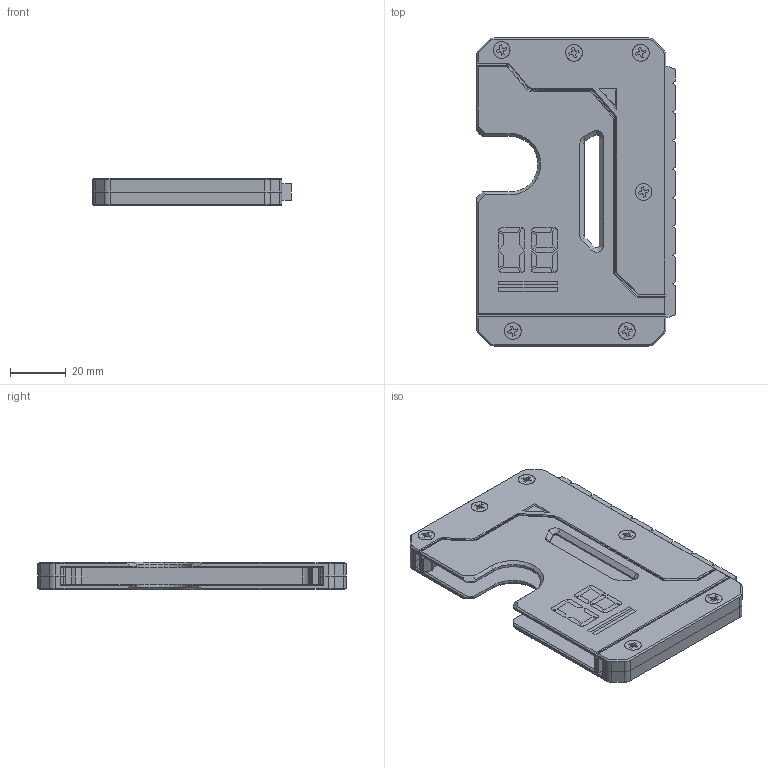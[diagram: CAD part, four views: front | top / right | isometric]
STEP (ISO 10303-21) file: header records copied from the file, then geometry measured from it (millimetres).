
FILE_DESCRIPTION (( 'STEP AP203' ), '1' );
FILE_NAME ('wallet v2.STEP', '2025-08-17T02:36:27', ( '' ), ( '' ), 'SwSTEP 2.0', 'SolidWorks 2023', '' );
FILE_SCHEMA (( 'CONFIG_CONTROL_DESIGN' ));
Length unit declared in the file: millimetre
Products named in the file (10): Spring; BaseModel20250803151355; 08^wallet v2; MISUMI_E-GSFBJ5-10_23; Top; Part7^wallet v2; wallet v2; MISUMI_E-GSFBJ5-10_1; Bottom^wallet v2; money^wallet v2
Assembly tree (17 placements, depth 2):
  wallet v2
    Spring
    Top
    08^wallet v2
    Bottom^wallet v2
    Part7^wallet v2
    MISUMI_E-GSFBJ5-10_1  x5
    MISUMI_E-GSFBJ5-10_23  x2
    BaseModel20250803151355  x5
  money^wallet v2
Bounding box: 71.4 x 110.7 x 10.02 mm (x, y, z)
Volume: 44338.2 mm3; surface area: 41152.9 mm2
Topology: 45 solids, 45 shells, 1161 faces, 2794 edges, 1777 vertices
Faces by surface type: plane 822, cylinder 182, cone 111, bspline 32, torus 14
Entity records: 29412 total; most frequent: CARTESIAN_POINT 6042, ORIENTED_EDGE 4580, DIRECTION 4373, EDGE_CURVE 2290, VECTOR 1865, LINE 1865, VERTEX_POINT 1459, AXIS2_PLACEMENT_3D 1254
